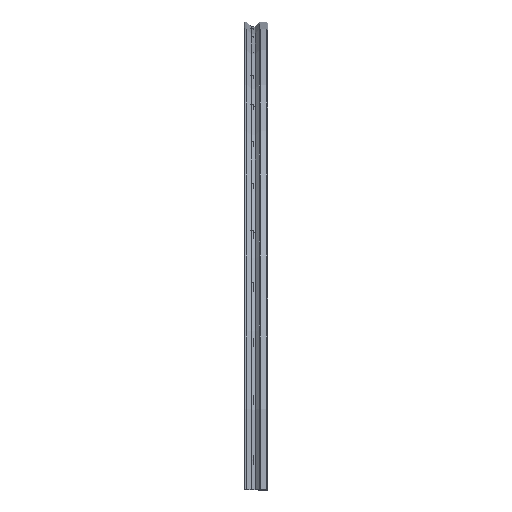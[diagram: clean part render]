
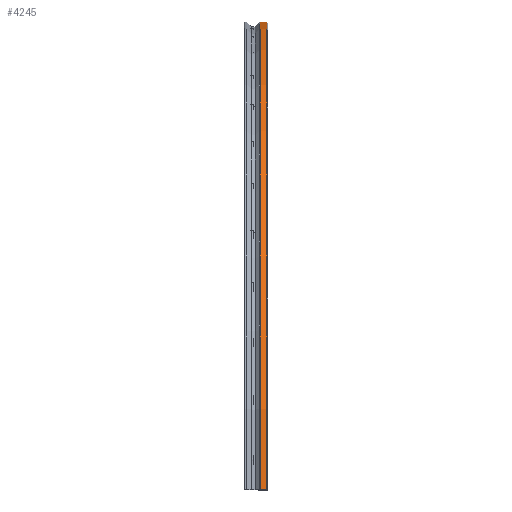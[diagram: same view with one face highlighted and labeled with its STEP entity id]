
A CAD part, left-side view. The second image highlights one B-rep face of the part: STEP entity #4245.
In plain terms, the highlighted cylindrical face has radius 410 mm (diameter 820 mm), a partial arc.
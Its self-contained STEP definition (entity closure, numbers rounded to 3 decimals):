
#75 = CIRCLE ( 'NONE', #4266, 410. ) ;
#260 = CARTESIAN_POINT ( 'NONE',  ( -810., 6.936, 0. ) ) ;
#369 = DIRECTION ( 'NONE',  ( -1., 0., 0. ) ) ;
#646 = VECTOR ( 'NONE', #2891, 1000. ) ;
#694 = CARTESIAN_POINT ( 'NONE',  ( -400., 0., 0. ) ) ;
#837 = VERTEX_POINT ( 'NONE', #3691 ) ;
#944 = CARTESIAN_POINT ( 'NONE',  ( -810., 1., 0. ) ) ;
#963 = LINE ( 'NONE', #2476, #964 ) ;
#964 = VECTOR ( 'NONE', #4432, 1000. ) ;
#1130 = DIRECTION ( 'NONE',  ( 0., 1., 0. ) ) ;
#1258 = EDGE_CURVE ( 'NONE', #3732, #3348, #75, .T. ) ;
#1458 = DIRECTION ( 'NONE',  ( -1., 0., 0. ) ) ;
#1506 = FACE_OUTER_BOUND ( 'NONE', #2520, .T. ) ;
#1550 = AXIS2_PLACEMENT_3D ( 'NONE', #2711, #3829, #369 ) ;
#1871 = CIRCLE ( 'NONE', #1550, 410. ) ;
#2248 = CARTESIAN_POINT ( 'NONE',  ( -400., 6.936, 410. ) ) ;
#2313 = DIRECTION ( 'NONE',  ( 0., 0., 1. ) ) ;
#2476 = CARTESIAN_POINT ( 'NONE',  ( -400., 0., 410. ) ) ;
#2520 = EDGE_LOOP ( 'NONE', ( #2727, #3914, #3259, #3583 ) ) ;
#2525 = EDGE_CURVE ( 'NONE', #837, #3348, #963, .T. ) ;
#2700 = CYLINDRICAL_SURFACE ( 'NONE', #4064, 410. ) ;
#2711 = CARTESIAN_POINT ( 'NONE',  ( -400., 1., 0. ) ) ;
#2727 = ORIENTED_EDGE ( 'NONE', *, *, #3451, .T. ) ;
#2891 = DIRECTION ( 'NONE',  ( 0., 1., 0. ) ) ;
#3018 = EDGE_CURVE ( 'NONE', #3514, #3732, #3700, .T. ) ;
#3259 = ORIENTED_EDGE ( 'NONE', *, *, #1258, .F. ) ;
#3348 = VERTEX_POINT ( 'NONE', #2248 ) ;
#3451 = EDGE_CURVE ( 'NONE', #3514, #837, #1871, .T. ) ;
#3514 = VERTEX_POINT ( 'NONE', #4782 ) ;
#3583 = ORIENTED_EDGE ( 'NONE', *, *, #3018, .F. ) ;
#3691 = CARTESIAN_POINT ( 'NONE',  ( -400., 1., 410. ) ) ;
#3700 = LINE ( 'NONE', #944, #646 ) ;
#3732 = VERTEX_POINT ( 'NONE', #260 ) ;
#3829 = DIRECTION ( 'NONE',  ( 0., 1., 0. ) ) ;
#3914 = ORIENTED_EDGE ( 'NONE', *, *, #2525, .T. ) ;
#4064 = AXIS2_PLACEMENT_3D ( 'NONE', #694, #1130, #2313 ) ;
#4170 = CARTESIAN_POINT ( 'NONE',  ( -400., 6.936, 0. ) ) ;
#4199 = DIRECTION ( 'NONE',  ( 0., 1., 0. ) ) ;
#4245 = ADVANCED_FACE ( 'NONE', ( #1506 ), #2700, .T. ) ;
#4266 = AXIS2_PLACEMENT_3D ( 'NONE', #4170, #4199, #1458 ) ;
#4432 = DIRECTION ( 'NONE',  ( 0., 1., 0. ) ) ;
#4782 = CARTESIAN_POINT ( 'NONE',  ( -810., 1., 0. ) ) ;
